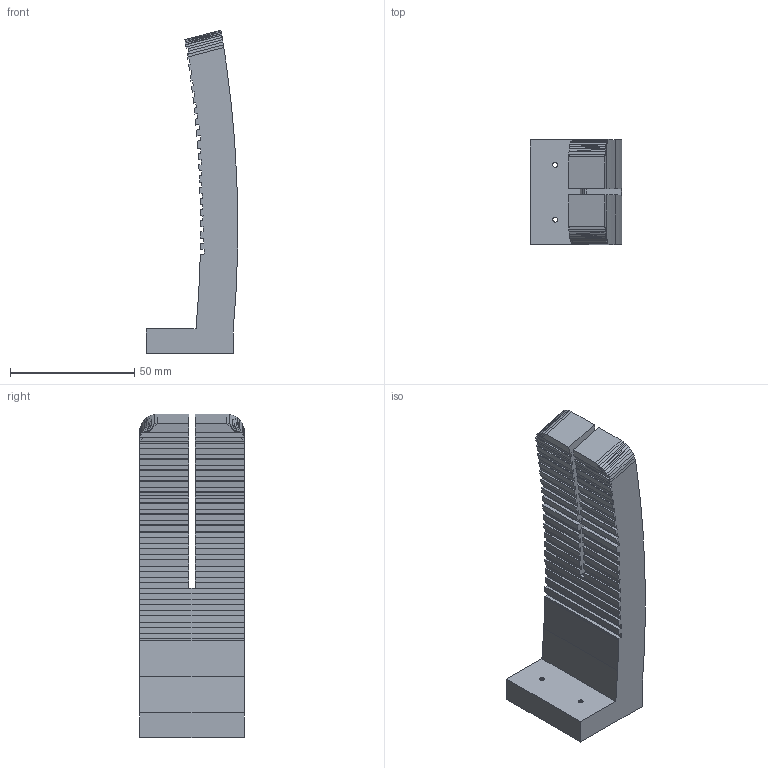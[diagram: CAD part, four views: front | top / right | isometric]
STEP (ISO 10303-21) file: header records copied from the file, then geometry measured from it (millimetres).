
FILE_DESCRIPTION (( 'STEP AP203' ), '1' );
FILE_NAME ('fixed_gripper-Right.STEP', '2020-06-27T06:53:02', ( '' ), ( '' ), 'SwSTEP 2.0', 'SolidWorks 2017', '' );
FILE_SCHEMA (( 'CONFIG_CONTROL_DESIGN' ));
Length unit declared in the file: millimetre
Products named in the file (1): fixed_gripper-Right
Bounding box: 36.77 x 42 x 130 mm (x, y, z)
Volume: 84601.3 mm3; surface area: 21043.5 mm2
Topology: 1 solids, 1 shells, 308 faces, 844 edges, 538 vertices
Faces by surface type: plane 308
Entity records: 9541 total; most frequent: CARTESIAN_POINT 1691, ORIENTED_EDGE 1688, DIRECTION 1462, LINE 844, VECTOR 844, EDGE_CURVE 844, VERTEX_POINT 538, EDGE_LOOP 312
